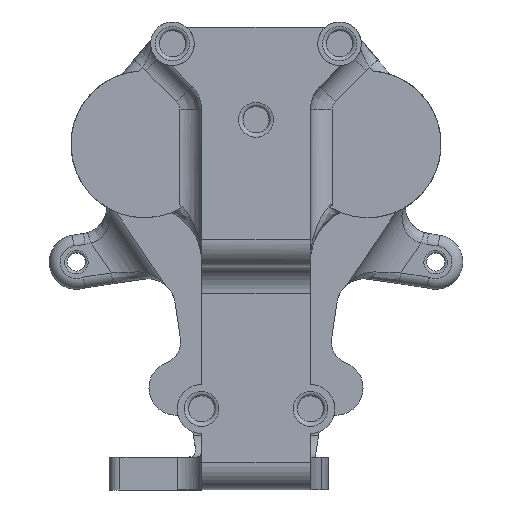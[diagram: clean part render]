
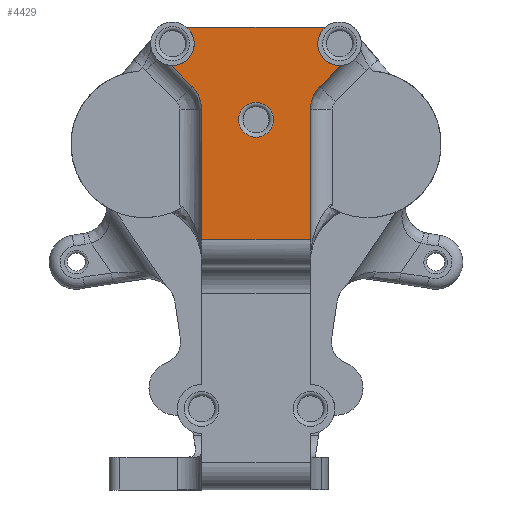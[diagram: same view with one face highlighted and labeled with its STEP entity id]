
A CAD part, front view. The second image highlights one B-rep face of the part: STEP entity #4429.
In plain terms, the highlighted planar face has unit normal (0, -1, 0).
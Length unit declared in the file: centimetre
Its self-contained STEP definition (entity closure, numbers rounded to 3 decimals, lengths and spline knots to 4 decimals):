
#191=FACE_BOUND($,#917,.T.);
#350=PLANE($,#4916);
#556=FACE_OUTER_BOUND($,#916,.T.);
#916=EDGE_LOOP($,(#3809,#3810,#3811,#3812,#3813,#3814,#3815,#3816,#3817,
#3818));
#917=EDGE_LOOP($,(#3819));
#1154=CIRCLE($,#4781,0.4);
#1215=CIRCLE($,#4917,0.4);
#1216=CIRCLE($,#4918,0.6);
#1217=CIRCLE($,#4919,0.6);
#1218=CIRCLE($,#4920,0.32);
#1451=LINE($,#7731,#1736);
#1473=LINE($,#8010,#1758);
#1503=LINE($,#8275,#1788);
#1504=LINE($,#8278,#1789);
#1505=LINE($,#8280,#1790);
#1506=LINE($,#8283,#1791);
#1736=VECTOR($,#5790,2.5482);
#1758=VECTOR($,#5920,2.);
#1788=VECTOR($,#6094,0.5437);
#1789=VECTOR($,#6097,2.389);
#1790=VECTOR($,#6098,2.389);
#1791=VECTOR($,#6101,0.5437);
#2114=VERTEX_POINT($,#7611);
#2115=VERTEX_POINT($,#7613);
#2133=VERTEX_POINT($,#7729);
#2184=VERTEX_POINT($,#8002);
#2185=VERTEX_POINT($,#8009);
#2223=VERTEX_POINT($,#8272);
#2224=VERTEX_POINT($,#8274);
#2225=VERTEX_POINT($,#8276);
#2226=VERTEX_POINT($,#8279);
#2227=VERTEX_POINT($,#8281);
#2228=VERTEX_POINT($,#8284);
#2640=EDGE_CURVE($,#2115,#2114,#1154,.T.);
#2664=EDGE_CURVE($,#2133,#2114,#1451,.T.);
#2729=EDGE_CURVE($,#2185,#2184,#1473,.T.);
#2794=EDGE_CURVE($,#2223,#2133,#1215,.T.);
#2795=EDGE_CURVE($,#2223,#2224,#1503,.T.);
#2796=EDGE_CURVE($,#2225,#2224,#1216,.T.);
#2797=EDGE_CURVE($,#2185,#2225,#1504,.T.);
#2798=EDGE_CURVE($,#2226,#2184,#1505,.T.);
#2799=EDGE_CURVE($,#2227,#2226,#1217,.T.);
#2800=EDGE_CURVE($,#2115,#2227,#1506,.T.);
#2801=EDGE_CURVE($,#2228,#2228,#1218,.T.);
#3809=ORIENTED_EDGE($,*,*,#2640,.T.);
#3810=ORIENTED_EDGE($,*,*,#2664,.F.);
#3811=ORIENTED_EDGE($,*,*,#2794,.F.);
#3812=ORIENTED_EDGE($,*,*,#2795,.T.);
#3813=ORIENTED_EDGE($,*,*,#2796,.F.);
#3814=ORIENTED_EDGE($,*,*,#2797,.F.);
#3815=ORIENTED_EDGE($,*,*,#2729,.T.);
#3816=ORIENTED_EDGE($,*,*,#2798,.F.);
#3817=ORIENTED_EDGE($,*,*,#2799,.F.);
#3818=ORIENTED_EDGE($,*,*,#2800,.F.);
#3819=ORIENTED_EDGE($,*,*,#2801,.F.);
#4429=ADVANCED_FACE($,(#556,#191),#350,.T.);
#4781=AXIS2_PLACEMENT_3D($,#7614,#5756,#5757);
#4916=AXIS2_PLACEMENT_3D($,#8271,#6090,#6091);
#4917=AXIS2_PLACEMENT_3D($,#8273,#6092,#6093);
#4918=AXIS2_PLACEMENT_3D($,#8277,#6095,#6096);
#4919=AXIS2_PLACEMENT_3D($,#8282,#6099,#6100);
#4920=AXIS2_PLACEMENT_3D($,#8285,#6102,#6103);
#5756=DIRECTION('center_axis',(0.,1.,0.));
#5757=DIRECTION('ref_axis',(1.,0.,0.));
#5790=DIRECTION($,(1.,0.,0.));
#5920=DIRECTION($,(1.,0.,0.));
#6090=DIRECTION('center_axis',(0.,-1.,0.));
#6091=DIRECTION('ref_axis',(0.,0.,-1.));
#6092=DIRECTION('center_axis',(0.,-1.,0.));
#6093=DIRECTION('ref_axis',(1.,0.,0.));
#6094=DIRECTION($,(0.707,0.,-0.707));
#6095=DIRECTION('center_axis',(0.,-1.,0.));
#6096=DIRECTION('ref_axis',(1.,0.,0.));
#6097=DIRECTION($,(0.,0.,1.));
#6098=DIRECTION($,(0.,0.,-1.));
#6099=DIRECTION('center_axis',(0.,-1.,0.));
#6100=DIRECTION('ref_axis',(-0.707,0.,0.707));
#6101=DIRECTION($,(-0.707,0.,-0.707));
#6102=DIRECTION('center_axis',(0.,-1.,0.));
#6103=DIRECTION('ref_axis',(1.,0.,0.));
#7611=CARTESIAN_POINT('',(-15.2814,3.2406,8.));
#7613=CARTESIAN_POINT('',(-14.9953,3.2406,7.2977));
#7614=CARTESIAN_POINT('Origin',(-15.0204,3.2406,7.6969));
#7729=CARTESIAN_POINT('',(-17.8297,3.2406,8.));
#7731=CARTESIAN_POINT($,(-16.5555,3.2406,8.));
#8002=CARTESIAN_POINT('',(-15.5555,3.2406,4.1));
#8009=CARTESIAN_POINT('',(-17.5555,3.2406,4.1));
#8010=CARTESIAN_POINT($,(-16.5555,3.2406,4.1));
#8271=CARTESIAN_POINT('Origin',(-16.5555,3.2406,8.));
#8272=CARTESIAN_POINT('',(-18.1157,3.2406,7.2977));
#8273=CARTESIAN_POINT('Origin',(-18.0907,3.2406,7.6969));
#8274=CARTESIAN_POINT('',(-17.7313,3.2406,6.9132));
#8275=CARTESIAN_POINT($,(-18.3028,3.2406,7.4848));
#8276=CARTESIAN_POINT('',(-17.5555,3.2406,6.489));
#8277=CARTESIAN_POINT('Origin',(-18.1555,3.2406,6.489));
#8278=CARTESIAN_POINT($,(-17.5555,3.2406,4.1));
#8279=CARTESIAN_POINT('',(-15.5555,3.2406,6.489));
#8280=CARTESIAN_POINT($,(-15.5555,3.2406,4.1));
#8281=CARTESIAN_POINT('',(-15.3798,3.2406,6.9132));
#8282=CARTESIAN_POINT('Origin',(-14.9555,3.2406,6.489));
#8283=CARTESIAN_POINT($,(-14.8083,3.2406,7.4848));
#8284=CARTESIAN_POINT('',(-16.8755,3.2406,6.3));
#8285=CARTESIAN_POINT('Origin',(-16.5555,3.2406,6.3));
